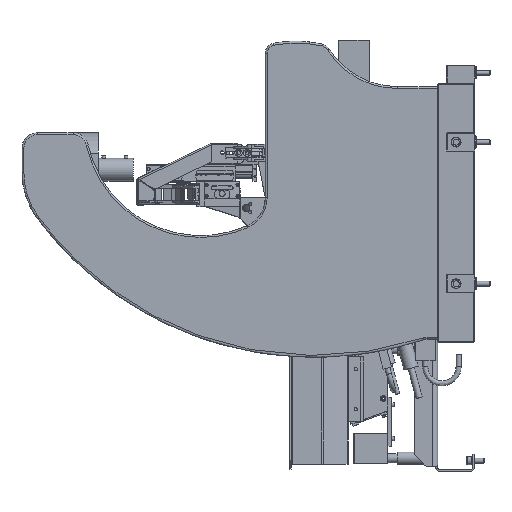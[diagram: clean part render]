
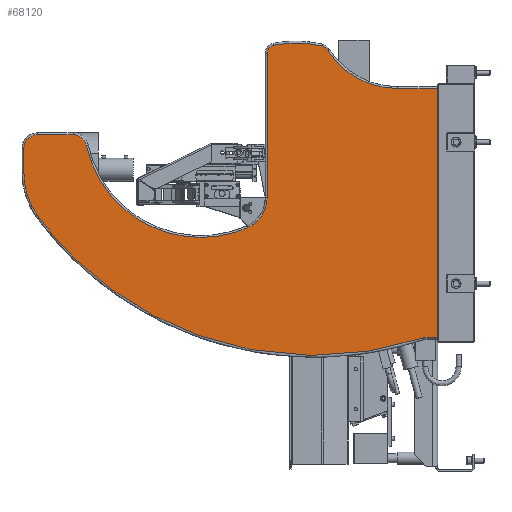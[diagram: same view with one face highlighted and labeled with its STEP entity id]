
A CAD part, left-side view. The second image highlights one B-rep face of the part: STEP entity #68120.
In plain terms, the highlighted planar face has unit normal (-1, 0, 0).
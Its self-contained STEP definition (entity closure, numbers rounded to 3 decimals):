
#2597=(
BOUNDED_CURVE()
B_SPLINE_CURVE(3,(#97562,#97563,#97564,#97565),.UNSPECIFIED.,.F.,.U.)
B_SPLINE_CURVE_WITH_KNOTS((4,4),(0.,1.),.UNSPECIFIED.)
CURVE()
GEOMETRIC_REPRESENTATION_ITEM()
RATIONAL_B_SPLINE_CURVE((1.,0.874,0.874,1.))
REPRESENTATION_ITEM('')
);
#2598=(
BOUNDED_CURVE()
B_SPLINE_CURVE(3,(#97584,#97585,#97586,#97587),.UNSPECIFIED.,.F.,.U.)
B_SPLINE_CURVE_WITH_KNOTS((4,4),(0.,1.),.UNSPECIFIED.)
CURVE()
GEOMETRIC_REPRESENTATION_ITEM()
RATIONAL_B_SPLINE_CURVE((1.,0.966,0.966,1.))
REPRESENTATION_ITEM('')
);
#2599=(
BOUNDED_CURVE()
B_SPLINE_CURVE(3,(#97610,#97611,#97612,#97613),.UNSPECIFIED.,.F.,.U.)
B_SPLINE_CURVE_WITH_KNOTS((4,4),(0.,1.),.UNSPECIFIED.)
CURVE()
GEOMETRIC_REPRESENTATION_ITEM()
RATIONAL_B_SPLINE_CURVE((1.,0.805,0.805,1.))
REPRESENTATION_ITEM('')
);
#2600=(
BOUNDED_CURVE()
B_SPLINE_CURVE(3,(#97636,#97637,#97638,#97639),.UNSPECIFIED.,.F.,.U.)
B_SPLINE_CURVE_WITH_KNOTS((4,4),(0.,1.),.UNSPECIFIED.)
CURVE()
GEOMETRIC_REPRESENTATION_ITEM()
RATIONAL_B_SPLINE_CURVE((1.,0.852,0.852,1.))
REPRESENTATION_ITEM('')
);
#2601=(
BOUNDED_CURVE()
B_SPLINE_CURVE(3,(#97658,#97659,#97660,#97661),.UNSPECIFIED.,.F.,.U.)
B_SPLINE_CURVE_WITH_KNOTS((4,4),(0.,1.),.UNSPECIFIED.)
CURVE()
GEOMETRIC_REPRESENTATION_ITEM()
RATIONAL_B_SPLINE_CURVE((1.,0.755,0.755,1.))
REPRESENTATION_ITEM('')
);
#2602=(
BOUNDED_CURVE()
B_SPLINE_CURVE(3,(#97680,#97681,#97682,#97683),.UNSPECIFIED.,.F.,.U.)
B_SPLINE_CURVE_WITH_KNOTS((4,4),(0.,1.),.UNSPECIFIED.)
CURVE()
GEOMETRIC_REPRESENTATION_ITEM()
RATIONAL_B_SPLINE_CURVE((1.,0.891,0.891,1.))
REPRESENTATION_ITEM('')
);
#2603=(
BOUNDED_CURVE()
B_SPLINE_CURVE(3,(#97706,#97707,#97708,#97709),.UNSPECIFIED.,.F.,.U.)
B_SPLINE_CURVE_WITH_KNOTS((4,4),(0.,1.),.UNSPECIFIED.)
CURVE()
GEOMETRIC_REPRESENTATION_ITEM()
RATIONAL_B_SPLINE_CURVE((1.,0.848,0.848,1.))
REPRESENTATION_ITEM('')
);
#2604=(
BOUNDED_CURVE()
B_SPLINE_CURVE(3,(#97728,#97729,#97730,#97731),.UNSPECIFIED.,.F.,.U.)
B_SPLINE_CURVE_WITH_KNOTS((4,4),(0.,1.),.UNSPECIFIED.)
CURVE()
GEOMETRIC_REPRESENTATION_ITEM()
RATIONAL_B_SPLINE_CURVE((1.,0.985,0.985,1.))
REPRESENTATION_ITEM('')
);
#2605=(
BOUNDED_CURVE()
B_SPLINE_CURVE(3,(#97750,#97751,#97752,#97753),.UNSPECIFIED.,.F.,.U.)
B_SPLINE_CURVE_WITH_KNOTS((4,4),(0.,1.),.UNSPECIFIED.)
CURVE()
GEOMETRIC_REPRESENTATION_ITEM()
RATIONAL_B_SPLINE_CURVE((1.,0.95,0.95,1.))
REPRESENTATION_ITEM('')
);
#2606=(
BOUNDED_CURVE()
B_SPLINE_CURVE(3,(#97772,#97773,#97774,#97775),.UNSPECIFIED.,.F.,.U.)
B_SPLINE_CURVE_WITH_KNOTS((4,4),(0.,1.),.UNSPECIFIED.)
CURVE()
GEOMETRIC_REPRESENTATION_ITEM()
RATIONAL_B_SPLINE_CURVE((1.,0.917,0.917,1.))
REPRESENTATION_ITEM('')
);
#2607=(
BOUNDED_CURVE()
B_SPLINE_CURVE(3,(#97783,#97784,#97785,#97786),.UNSPECIFIED.,.F.,.U.)
B_SPLINE_CURVE_WITH_KNOTS((4,4),(0.,1.),.UNSPECIFIED.)
CURVE()
GEOMETRIC_REPRESENTATION_ITEM()
RATIONAL_B_SPLINE_CURVE((1.,0.991,0.991,1.))
REPRESENTATION_ITEM('')
);
#7987=AXIS2_PLACEMENT_3D('',#97782,#36124,$);
#10279=PLANE('',#7987);
#15562=VERTEX_POINT('',#97561);
#15563=VERTEX_POINT('',#97566);
#15564=VERTEX_POINT('',#97588);
#15565=VERTEX_POINT('',#97592);
#15566=VERTEX_POINT('',#97614);
#15567=VERTEX_POINT('',#97618);
#15568=VERTEX_POINT('',#97640);
#15569=VERTEX_POINT('',#97662);
#15570=VERTEX_POINT('',#97684);
#15571=VERTEX_POINT('',#97688);
#15572=VERTEX_POINT('',#97710);
#15573=VERTEX_POINT('',#97732);
#15574=VERTEX_POINT('',#97754);
#15575=VERTEX_POINT('',#97776);
#15576=VERTEX_POINT('',#97780);
#15577=VERTEX_POINT('',#97787);
#15578=VERTEX_POINT('',#97789);
#21175=VECTOR('',#36090,1.);
#21176=VECTOR('',#36097,1.);
#21177=VECTOR('',#36108,1.);
#21178=VECTOR('',#36121,1.);
#21179=VECTOR('',#36125,1.);
#21180=VECTOR('',#36126,1.);
#26484=LINE('',#97591,#21175);
#26485=LINE('',#97617,#21176);
#26486=LINE('',#97687,#21177);
#26487=LINE('',#97779,#21178);
#26488=LINE('',#97788,#21179);
#26489=LINE('',#97790,#21180);
#36090=DIRECTION('',(0.,0.,1.));
#36097=DIRECTION('',(0.,-1.,0.));
#36108=DIRECTION('',(0.,0.,1.));
#36121=DIRECTION('',(0.,-1.,0.));
#36124=DIRECTION('',(-1.,0.,0.));
#36125=DIRECTION('',(0.,1.,0.));
#36126=DIRECTION('',(0.,0.,-1.));
#45980=EDGE_CURVE('',#15562,#15563,#2597,.T.);
#45982=EDGE_CURVE('',#15563,#15564,#2598,.T.);
#45984=EDGE_CURVE('',#15564,#15565,#26484,.T.);
#45986=EDGE_CURVE('',#15565,#15566,#2599,.T.);
#45988=EDGE_CURVE('',#15566,#15567,#26485,.T.);
#45990=EDGE_CURVE('',#15567,#15568,#2600,.T.);
#45992=EDGE_CURVE('',#15568,#15569,#2601,.T.);
#45994=EDGE_CURVE('',#15569,#15570,#2602,.T.);
#45996=EDGE_CURVE('',#15570,#15571,#26486,.T.);
#45998=EDGE_CURVE('',#15571,#15572,#2603,.T.);
#46000=EDGE_CURVE('',#15572,#15573,#2604,.T.);
#46003=EDGE_CURVE('',#15573,#15574,#2605,.T.);
#46005=EDGE_CURVE('',#15574,#15575,#2606,.T.);
#46007=EDGE_CURVE('',#15575,#15576,#26487,.T.);
#46009=EDGE_CURVE('',#15577,#15562,#2607,.T.);
#46010=EDGE_CURVE('',#15578,#15577,#26488,.T.);
#46011=EDGE_CURVE('',#15576,#15578,#26489,.T.);
#56945=ORIENTED_EDGE('',*,*,#46009,.F.);
#56946=ORIENTED_EDGE('',*,*,#46010,.F.);
#56947=ORIENTED_EDGE('',*,*,#46011,.F.);
#56948=ORIENTED_EDGE('',*,*,#46007,.F.);
#56949=ORIENTED_EDGE('',*,*,#46005,.F.);
#56950=ORIENTED_EDGE('',*,*,#46003,.F.);
#56951=ORIENTED_EDGE('',*,*,#46000,.F.);
#56952=ORIENTED_EDGE('',*,*,#45998,.F.);
#56953=ORIENTED_EDGE('',*,*,#45996,.F.);
#56954=ORIENTED_EDGE('',*,*,#45994,.F.);
#56955=ORIENTED_EDGE('',*,*,#45992,.F.);
#56956=ORIENTED_EDGE('',*,*,#45990,.F.);
#56957=ORIENTED_EDGE('',*,*,#45988,.F.);
#56958=ORIENTED_EDGE('',*,*,#45986,.F.);
#56959=ORIENTED_EDGE('',*,*,#45984,.F.);
#56960=ORIENTED_EDGE('',*,*,#45982,.F.);
#56961=ORIENTED_EDGE('',*,*,#45980,.F.);
#62982=EDGE_LOOP('',(#56945,#56946,#56947,#56948,#56949,#56950,#56951,#56952,
#56953,#56954,#56955,#56956,#56957,#56958,#56959,#56960,#56961));
#65833=FACE_BOUND('',#62982,.T.);
#68120=ADVANCED_FACE('',(#65833),#10279,.T.);
#97561=CARTESIAN_POINT('',(-204.5,83.538,-273.022));
#97562=CARTESIAN_POINT('',(-204.5,83.538,-273.022));
#97563=CARTESIAN_POINT('',(-204.5,320.235,-351.752));
#97564=CARTESIAN_POINT('',(-204.5,558.265,-277.153));
#97565=CARTESIAN_POINT('',(-204.5,707.689,-77.413));
#97566=CARTESIAN_POINT('',(-204.5,707.689,-77.413));
#97584=CARTESIAN_POINT('',(-204.5,707.689,-77.413));
#97585=CARTESIAN_POINT('',(-204.5,723.611,-56.131));
#97586=CARTESIAN_POINT('',(-204.5,732.,-30.911));
#97587=CARTESIAN_POINT('',(-204.5,732.,-4.333));
#97588=CARTESIAN_POINT('',(-204.5,732.,-4.333));
#97591=CARTESIAN_POINT('',(-204.5,732.,-4.333));
#97592=CARTESIAN_POINT('',(-204.5,732.,35.));
#97610=CARTESIAN_POINT('',(-204.5,732.,35.));
#97611=CARTESIAN_POINT('',(-204.5,732.,47.887));
#97612=CARTESIAN_POINT('',(-204.5,722.887,57.));
#97613=CARTESIAN_POINT('',(-204.5,710.,57.));
#97614=CARTESIAN_POINT('',(-204.5,710.,57.));
#97617=CARTESIAN_POINT('',(-204.5,710.,57.));
#97618=CARTESIAN_POINT('',(-204.5,652.,57.));
#97636=CARTESIAN_POINT('',(-204.5,652.,57.));
#97637=CARTESIAN_POINT('',(-204.5,641.203,57.));
#97638=CARTESIAN_POINT('',(-204.5,632.796,50.224));
#97639=CARTESIAN_POINT('',(-204.5,630.502,39.673));
#97640=CARTESIAN_POINT('',(-204.5,630.502,39.673));
#97658=CARTESIAN_POINT('',(-204.5,630.502,39.673));
#97659=CARTESIAN_POINT('',(-204.5,602.956,-87.04));
#97660=CARTESIAN_POINT('',(-204.5,487.434,-145.946));
#97661=CARTESIAN_POINT('',(-204.5,368.697,-93.825));
#97662=CARTESIAN_POINT('',(-204.5,368.697,-93.825));
#97680=CARTESIAN_POINT('',(-204.5,368.697,-93.825));
#97681=CARTESIAN_POINT('',(-204.5,348.852,-85.114));
#97682=CARTESIAN_POINT('',(-204.5,337.,-66.968));
#97683=CARTESIAN_POINT('',(-204.5,337.,-45.295));
#97684=CARTESIAN_POINT('',(-204.5,337.,-45.295));
#97687=CARTESIAN_POINT('',(-204.5,337.,-45.295));
#97688=CARTESIAN_POINT('',(-204.5,337.,188.805));
#97706=CARTESIAN_POINT('',(-204.5,337.,188.805));
#97707=CARTESIAN_POINT('',(-204.5,337.,195.801));
#97708=CARTESIAN_POINT('',(-204.5,332.553,201.202));
#97709=CARTESIAN_POINT('',(-204.5,325.686,202.545));
#97710=CARTESIAN_POINT('',(-204.5,325.686,202.545));
#97728=CARTESIAN_POINT('',(-204.5,325.686,202.545));
#97729=CARTESIAN_POINT('',(-204.5,299.827,207.6));
#97730=CARTESIAN_POINT('',(-204.5,273.483,207.129));
#97731=CARTESIAN_POINT('',(-204.5,247.821,201.154));
#97732=CARTESIAN_POINT('',(-204.5,247.821,201.154));
#97750=CARTESIAN_POINT('',(-204.5,247.821,201.154));
#97751=CARTESIAN_POINT('',(-204.5,244.185,200.308));
#97752=CARTESIAN_POINT('',(-204.5,241.143,198.143));
#97753=CARTESIAN_POINT('',(-204.5,239.152,194.984));
#97754=CARTESIAN_POINT('',(-204.5,239.152,194.984));
#97772=CARTESIAN_POINT('',(-204.5,239.152,194.984));
#97773=CARTESIAN_POINT('',(-204.5,213.883,154.894));
#97774=CARTESIAN_POINT('',(-204.5,172.39,132.));
#97775=CARTESIAN_POINT('',(-204.5,125.,132.));
#97776=CARTESIAN_POINT('',(-204.5,125.,132.));
#97779=CARTESIAN_POINT('',(-204.5,125.,132.));
#97780=CARTESIAN_POINT('',(-204.5,60.5,132.));
#97782=CARTESIAN_POINT('',(-204.5,560.,0.));
#97783=CARTESIAN_POINT('',(-204.5,77.226,-272.));
#97784=CARTESIAN_POINT('',(-204.5,79.376,-272.));
#97785=CARTESIAN_POINT('',(-204.5,81.498,-272.344));
#97786=CARTESIAN_POINT('',(-204.5,83.538,-273.022));
#97787=CARTESIAN_POINT('',(-204.5,77.226,-272.));
#97788=CARTESIAN_POINT('',(-204.5,60.5,-272.));
#97789=CARTESIAN_POINT('',(-204.5,60.5,-272.));
#97790=CARTESIAN_POINT('',(-204.5,60.5,132.));
